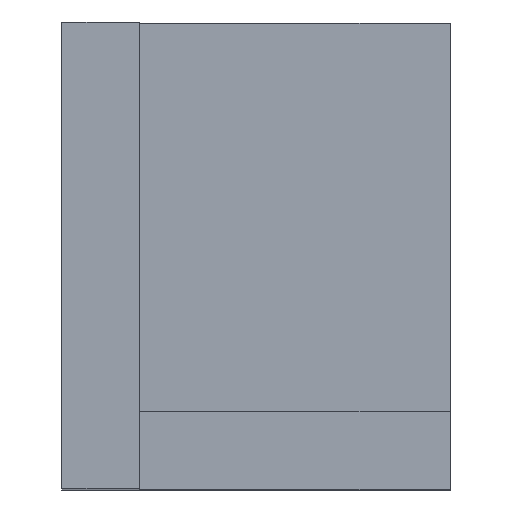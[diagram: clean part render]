
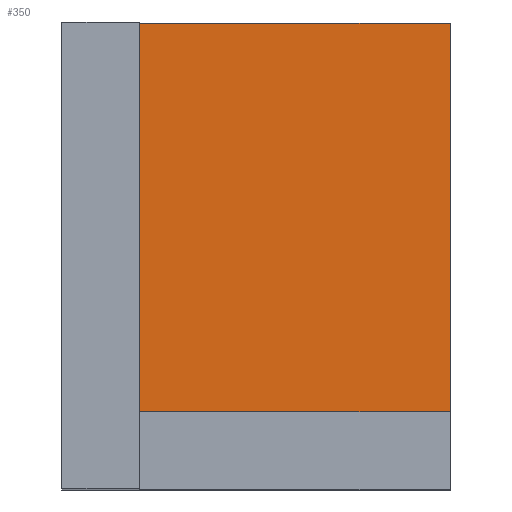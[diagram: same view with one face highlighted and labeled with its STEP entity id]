
A CAD part, top view. The second image highlights one B-rep face of the part: STEP entity #350.
In plain terms, the highlighted planar face has unit normal (0, 0, 1).
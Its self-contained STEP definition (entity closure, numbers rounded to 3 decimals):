
#178=CARTESIAN_POINT('Vertex',(-10.,15.,-10.)) ;
#181=CARTESIAN_POINT('Line Origine',(0.,15.,-10.)) ;
#185=CARTESIAN_POINT('Vertex',(10.,15.,-10.)) ;
#320=CARTESIAN_POINT('Axis2P3D Location',(0.,-10.,-10.)) ;
#325=CARTESIAN_POINT('Line Origine',(-10.,2.5,-10.)) ;
#329=CARTESIAN_POINT('Vertex',(-10.,-10.,-10.)) ;
#332=CARTESIAN_POINT('Line Origine',(0.,-10.,-10.)) ;
#336=CARTESIAN_POINT('Vertex',(10.,-10.,-10.)) ;
#339=CARTESIAN_POINT('Line Origine',(10.,2.5,-10.)) ;
#182=DIRECTION('Vector Direction',(1.,0.,0.)) ;
#321=DIRECTION('Axis2P3D Direction',(-0.,0.,1.)) ;
#322=DIRECTION('Axis2P3D XDirection',(0.,-1.,0.)) ;
#326=DIRECTION('Vector Direction',(0.,1.,0.)) ;
#333=DIRECTION('Vector Direction',(1.,0.,0.)) ;
#340=DIRECTION('Vector Direction',(0.,1.,0.)) ;
#323=AXIS2_PLACEMENT_3D('Plane Axis2P3D',#320,#321,#322) ;
#345=ORIENTED_EDGE('',*,*,#187,.F.) ;
#346=ORIENTED_EDGE('',*,*,#331,.T.) ;
#347=ORIENTED_EDGE('',*,*,#338,.T.) ;
#348=ORIENTED_EDGE('',*,*,#343,.F.) ;
#183=VECTOR('Line Direction',#182,1.) ;
#327=VECTOR('Line Direction',#326,1.) ;
#334=VECTOR('Line Direction',#333,1.) ;
#341=VECTOR('Line Direction',#340,1.) ;
#350=ADVANCED_FACE('PartBody',(#349),#324,.T.) ;
#187=EDGE_CURVE('',#179,#186,#184,.T.) ;
#331=EDGE_CURVE('',#179,#330,#328,.F.) ;
#338=EDGE_CURVE('',#330,#337,#335,.T.) ;
#343=EDGE_CURVE('',#186,#337,#342,.F.) ;
#344=EDGE_LOOP('',(#345,#346,#347,#348)) ;
#349=FACE_OUTER_BOUND('',#344,.T.) ;
#184=LINE('Line',#181,#183) ;
#328=LINE('Line',#325,#327) ;
#335=LINE('Line',#332,#334) ;
#342=LINE('Line',#339,#341) ;
#324=PLANE('',#323) ;
#179=VERTEX_POINT('',#178) ;
#186=VERTEX_POINT('',#185) ;
#330=VERTEX_POINT('',#329) ;
#337=VERTEX_POINT('',#336) ;
